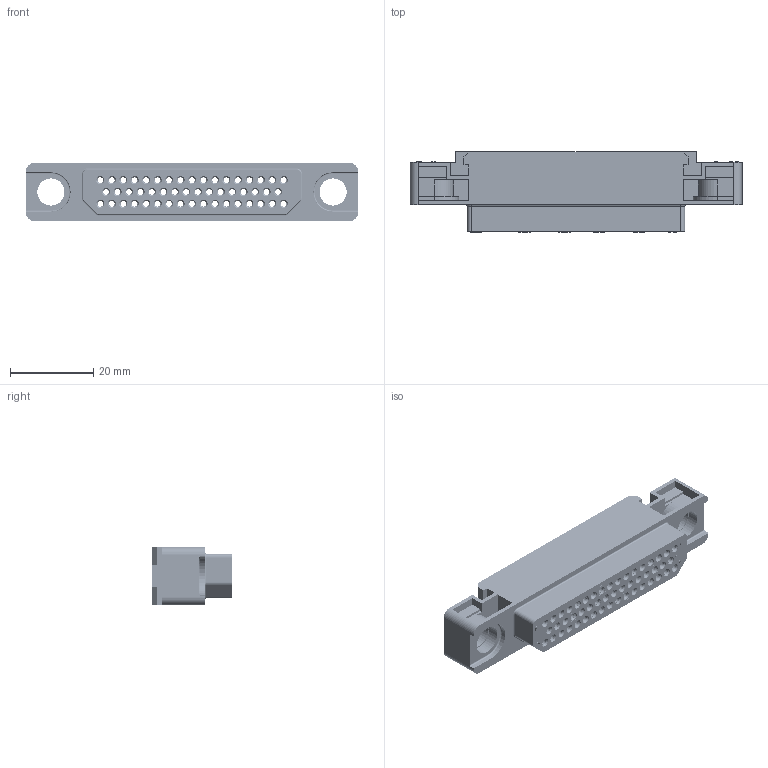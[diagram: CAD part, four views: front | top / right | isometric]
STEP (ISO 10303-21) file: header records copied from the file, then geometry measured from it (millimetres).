
FILE_DESCRIPTION((''),'2;1');
FILE_NAME('1900ND01S2X00C','2020-08-05T',('presta_be4'),(''),'CREO PARAMETRIC BY PTC INC, 2018360','CREO PARAMETRIC BY PTC INC, 2018360','');
FILE_SCHEMA(('CONFIG_CONTROL_DESIGN'));
Products named in the file (1): 1900ND01S2X00C
Bounding box: 80 x 19.32 x 14 mm (x, y, z)
Volume: 11287.4 mm3; surface area: 15635.3 mm2
Topology: 13 solids, 13 shells, 4053 faces, 11160 edges, 7428 vertices
Faces by surface type: plane 2285, cylinder 1056, cone 504, bspline 200, torus 8
Entity records: 143092 total; most frequent: CARTESIAN_POINT 38241, ORIENTED_EDGE 22320, DIRECTION 21286, EDGE_CURVE 11160, VERTEX_POINT 7428, AXIS2_PLACEMENT_3D 7273, VECTOR 6740, LINE 6740
